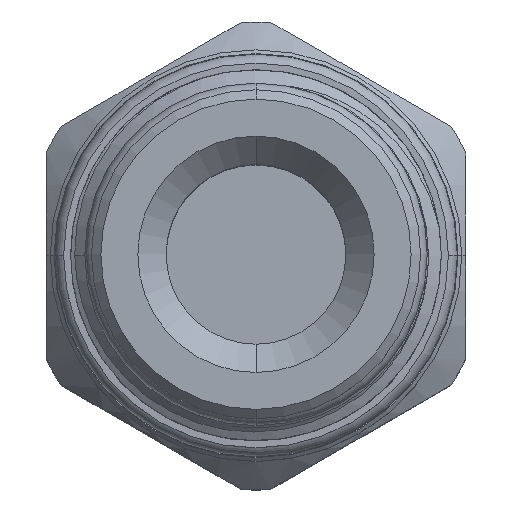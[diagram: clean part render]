
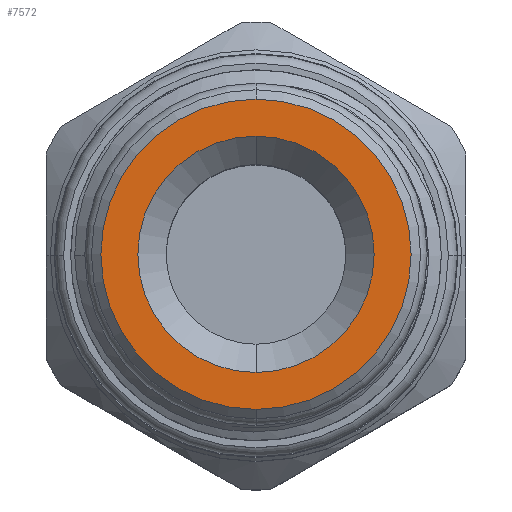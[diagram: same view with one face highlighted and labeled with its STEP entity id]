
A CAD part, top view. The second image highlights one B-rep face of the part: STEP entity #7572.
In plain terms, the highlighted planar face has unit normal (0, 0, 1).
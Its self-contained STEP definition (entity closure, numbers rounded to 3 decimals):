
#26 = DIRECTION ( 'NONE',  ( 0., -1., 0. ) ) ;
#46 = CARTESIAN_POINT ( 'NONE',  ( 0., -6.265, 45.082 ) ) ;
#100 = CIRCLE ( 'NONE', #9139, 6.265 ) ;
#448 = EDGE_CURVE ( 'NONE', #591, #7979, #13333, .T. ) ;
#591 = VERTEX_POINT ( 'NONE', #12794 ) ;
#653 = CIRCLE ( 'NONE', #10312, 8.225 ) ;
#821 = EDGE_CURVE ( 'NONE', #2753, #4618, #100, .T. ) ;
#1946 = AXIS2_PLACEMENT_3D ( 'NONE', #13660, #7646, #14753 ) ;
#2753 = VERTEX_POINT ( 'NONE', #46 ) ;
#2919 = FACE_BOUND ( 'NONE', #7191, .T. ) ;
#3279 = ORIENTED_EDGE ( 'NONE', *, *, #7440, .T. ) ;
#3442 = ORIENTED_EDGE ( 'NONE', *, *, #448, .T. ) ;
#4618 = VERTEX_POINT ( 'NONE', #5270 ) ;
#4737 = ORIENTED_EDGE ( 'NONE', *, *, #821, .F. ) ;
#4801 = DIRECTION ( 'NONE',  ( 0., 1., 0. ) ) ;
#5069 = ORIENTED_EDGE ( 'NONE', *, *, #10579, .F. ) ;
#5270 = CARTESIAN_POINT ( 'NONE',  ( 0., 6.265, 45.082 ) ) ;
#6076 = DIRECTION ( 'NONE',  ( 0., 0., 1. ) ) ;
#6600 = EDGE_LOOP ( 'NONE', ( #3442, #3279 ) ) ;
#6603 = DIRECTION ( 'NONE',  ( 0., -1., 0. ) ) ;
#7191 = EDGE_LOOP ( 'NONE', ( #5069, #4737 ) ) ;
#7247 = CARTESIAN_POINT ( 'NONE',  ( 0., 0., 45.082 ) ) ;
#7440 = EDGE_CURVE ( 'NONE', #7979, #591, #653, .T. ) ;
#7572 = ADVANCED_FACE ( 'NONE', ( #11433, #2919 ), #11095, .F. ) ;
#7646 = DIRECTION ( 'NONE',  ( 0., 0., 1. ) ) ;
#7979 = VERTEX_POINT ( 'NONE', #15090 ) ;
#8570 = CARTESIAN_POINT ( 'NONE',  ( 0., 0., 45.082 ) ) ;
#9139 = AXIS2_PLACEMENT_3D ( 'NONE', #12042, #10868, #4801 ) ;
#10312 = AXIS2_PLACEMENT_3D ( 'NONE', #11530, #12757, #6603 ) ;
#10546 = AXIS2_PLACEMENT_3D ( 'NONE', #8570, #6076, #14506 ) ;
#10579 = EDGE_CURVE ( 'NONE', #4618, #2753, #14884, .T. ) ;
#10868 = DIRECTION ( 'NONE',  ( 0., 0., 1. ) ) ;
#11095 = PLANE ( 'NONE',  #12968 ) ;
#11433 = FACE_OUTER_BOUND ( 'NONE', #6600, .T. ) ;
#11530 = CARTESIAN_POINT ( 'NONE',  ( 0., 0., 45.082 ) ) ;
#12042 = CARTESIAN_POINT ( 'NONE',  ( 0., 0., 45.082 ) ) ;
#12325 = DIRECTION ( 'NONE',  ( 0., 0., -1. ) ) ;
#12757 = DIRECTION ( 'NONE',  ( 0., 0., 1. ) ) ;
#12794 = CARTESIAN_POINT ( 'NONE',  ( 0., -8.225, 45.082 ) ) ;
#12968 = AXIS2_PLACEMENT_3D ( 'NONE', #7247, #12325, #26 ) ;
#13333 = CIRCLE ( 'NONE', #1946, 8.225 ) ;
#13660 = CARTESIAN_POINT ( 'NONE',  ( 0., 0., 45.082 ) ) ;
#14506 = DIRECTION ( 'NONE',  ( 0., 1., 0. ) ) ;
#14753 = DIRECTION ( 'NONE',  ( 0., -1., 0. ) ) ;
#14884 = CIRCLE ( 'NONE', #10546, 6.265 ) ;
#15090 = CARTESIAN_POINT ( 'NONE',  ( 0., 8.225, 45.082 ) ) ;
